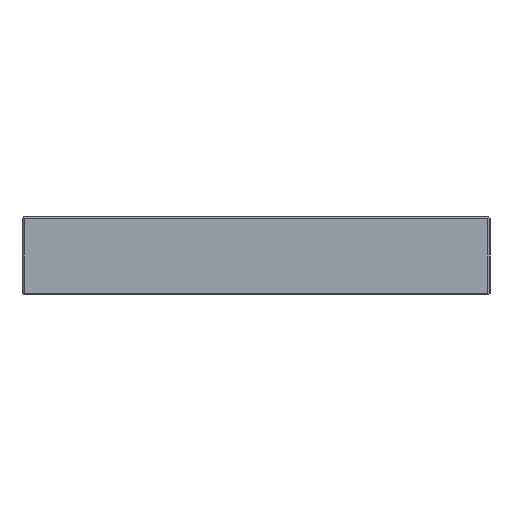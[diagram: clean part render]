
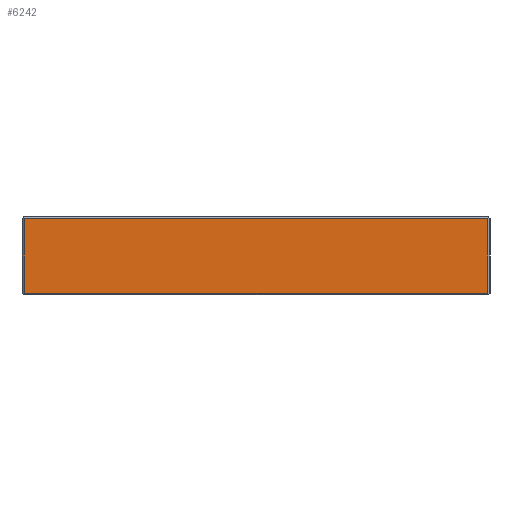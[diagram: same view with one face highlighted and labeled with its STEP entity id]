
A CAD part, left-side view. The second image highlights one B-rep face of the part: STEP entity #6242.
In plain terms, the highlighted planar face has unit normal (-1, 0, 0).
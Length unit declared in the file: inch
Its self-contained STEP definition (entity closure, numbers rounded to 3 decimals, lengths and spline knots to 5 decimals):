
#292=PLANE('',#6631);
#954=FACE_OUTER_BOUND('',#1426,.T.);
#1426=EDGE_LOOP('',(#4917,#4918,#4919,#4920));
#1852=LINE('',#11847,#2206);
#1857=LINE('',#11856,#2211);
#1876=LINE('',#11894,#2230);
#1878=LINE('',#11898,#2232);
#2206=VECTOR('',#7540,0.3937);
#2211=VECTOR('',#7547,0.3937);
#2230=VECTOR('',#7578,0.3937);
#2232=VECTOR('',#7584,0.3937);
#2931=VERTEX_POINT('',#11844);
#2932=VERTEX_POINT('',#11846);
#2935=VERTEX_POINT('',#11854);
#2948=VERTEX_POINT('',#11892);
#3656=EDGE_CURVE('',#2931,#2932,#1852,.T.);
#3661=EDGE_CURVE('',#2935,#2931,#1857,.T.);
#3680=EDGE_CURVE('',#2948,#2935,#1876,.T.);
#3682=EDGE_CURVE('',#2932,#2948,#1878,.T.);
#4917=ORIENTED_EDGE('',*,*,#3661,.F.);
#4918=ORIENTED_EDGE('',*,*,#3680,.F.);
#4919=ORIENTED_EDGE('',*,*,#3682,.F.);
#4920=ORIENTED_EDGE('',*,*,#3656,.F.);
#6242=ADVANCED_FACE('',(#954),#292,.T.);
#6631=AXIS2_PLACEMENT_3D('',#11897,#7582,#7583);
#7540=DIRECTION('',(0.,0.,1.));
#7547=DIRECTION('',(0.,1.,0.));
#7578=DIRECTION('',(0.,0.,-1.));
#7582=DIRECTION('center_axis',(-1.,0.,0.));
#7583=DIRECTION('ref_axis',(0.,1.,0.));
#7584=DIRECTION('',(0.,-1.,0.));
#11844=CARTESIAN_POINT('',(-4.,2.97,-0.98));
#11846=CARTESIAN_POINT('',(-4.,2.97,-0.02));
#11847=CARTESIAN_POINT('',(-4.,2.97,0.));
#11854=CARTESIAN_POINT('',(-4.,-2.97,-0.98));
#11856=CARTESIAN_POINT('',(-4.,-1.5,-0.98));
#11892=CARTESIAN_POINT('',(-4.,-2.97,-0.02));
#11894=CARTESIAN_POINT('',(-4.,-2.97,0.));
#11897=CARTESIAN_POINT('Origin',(-4.,-3.,0.));
#11898=CARTESIAN_POINT('',(-4.,-1.5,-0.02));
